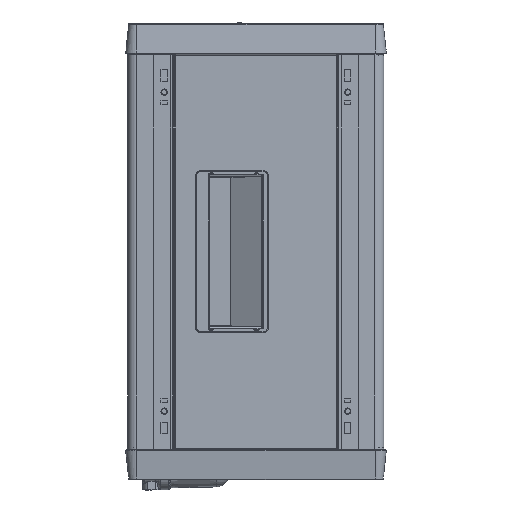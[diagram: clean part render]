
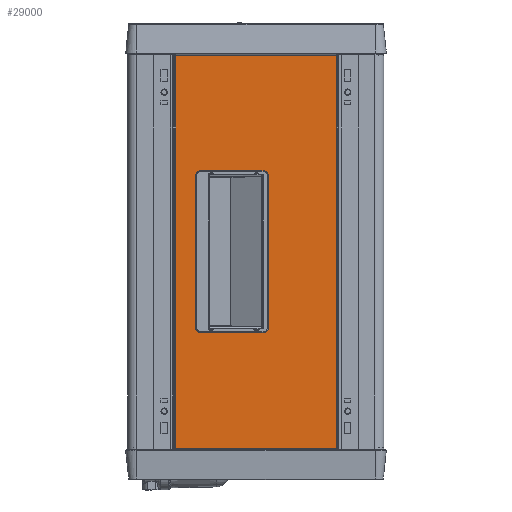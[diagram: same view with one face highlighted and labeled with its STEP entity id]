
A CAD part, left-side view. The second image highlights one B-rep face of the part: STEP entity #29000.
In plain terms, the highlighted face is planar.
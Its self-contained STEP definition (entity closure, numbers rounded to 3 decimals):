
#2202 = EDGE_CURVE ( 'NONE', #116271, #12049, #164478, .T. ) ;
#4734 = CARTESIAN_POINT ( 'NONE',  ( -153.951, 32.066, 1.5 ) ) ;
#8334 = AXIS2_PLACEMENT_3D ( 'NONE', #157899, #41029, #80529 ) ;
#9474 = DIRECTION ( 'NONE',  ( 0., 1., 0. ) ) ;
#9681 = ORIENTED_EDGE ( 'NONE', *, *, #98667, .T. ) ;
#11686 = ORIENTED_EDGE ( 'NONE', *, *, #144392, .F. ) ;
#12049 = VERTEX_POINT ( 'NONE', #56006 ) ;
#12438 = EDGE_LOOP ( 'NONE', ( #44362, #15935 ) ) ;
#12842 = AXIS2_PLACEMENT_3D ( 'NONE', #48291, #20868, #99401 ) ;
#13491 = CIRCLE ( 'NONE', #161816, 3.05 ) ;
#14606 = FACE_BOUND ( 'NONE', #116279, .T. ) ;
#15935 = ORIENTED_EDGE ( 'NONE', *, *, #75292, .T. ) ;
#16512 = DIRECTION ( 'NONE',  ( 0., 0., -1. ) ) ;
#16904 = CARTESIAN_POINT ( 'NONE',  ( -38.301, -228.434, 1.5 ) ) ;
#18915 = VERTEX_POINT ( 'NONE', #167810 ) ;
#19926 = AXIS2_PLACEMENT_3D ( 'NONE', #96873, #21228, #167250 ) ;
#20508 = LINE ( 'NONE', #73093, #53351 ) ;
#20868 = DIRECTION ( 'NONE',  ( 0., 0., -1. ) ) ;
#21199 = DIRECTION ( 'NONE',  ( 1., 0., 0. ) ) ;
#21228 = DIRECTION ( 'NONE',  ( 0., 0., -1. ) ) ;
#22932 = VECTOR ( 'NONE', #164666, 1000. ) ;
#23043 = DIRECTION ( 'NONE',  ( 0., 1., 0. ) ) ;
#24077 = CARTESIAN_POINT ( 'NONE',  ( -38.301, -228.434, 1.5 ) ) ;
#28412 = DIRECTION ( 'NONE',  ( 0., 0., -1. ) ) ;
#29000 = ADVANCED_FACE ( 'F', ( #49330, #86260, #14606, #67852, #125244, #100767 ), #138718, .T. ) ;
#29361 = EDGE_CURVE ( 'NONE', #37402, #60172, #38898, .T. ) ;
#30396 = DIRECTION ( 'NONE',  ( 0., 0., -1. ) ) ;
#33014 = CARTESIAN_POINT ( 'NONE',  ( 60.299, -359.834, 1.5 ) ) ;
#33592 = CIRCLE ( 'NONE', #160982, 3.05 ) ;
#35053 = CARTESIAN_POINT ( 'NONE',  ( -38.301, -57.434, 1.5 ) ) ;
#36622 = DIRECTION ( 'NONE',  ( 0., 0., 1. ) ) ;
#37402 = VERTEX_POINT ( 'NONE', #39935 ) ;
#37778 = CIRCLE ( 'NONE', #12842, 3.05 ) ;
#38898 = LINE ( 'NONE', #33014, #96291 ) ;
#39026 = VERTEX_POINT ( 'NONE', #160253 ) ;
#39935 = CARTESIAN_POINT ( 'NONE',  ( 60.299, 73.966, 1.5 ) ) ;
#41006 = CARTESIAN_POINT ( 'NONE',  ( -111.301, -57.434, 1.5 ) ) ;
#41029 = DIRECTION ( 'NONE',  ( 0., 0., -1. ) ) ;
#41817 = CARTESIAN_POINT ( 'NONE',  ( 50.199, -317.934, 1.5 ) ) ;
#42023 = AXIS2_PLACEMENT_3D ( 'NONE', #108753, #16512, #81782 ) ;
#44362 = ORIENTED_EDGE ( 'NONE', *, *, #49700, .T. ) ;
#47900 = LINE ( 'NONE', #35053, #148433 ) ;
#47917 = CARTESIAN_POINT ( 'NONE',  ( 53.249, -317.934, 1.5 ) ) ;
#48291 = CARTESIAN_POINT ( 'NONE',  ( 50.199, -317.934, 1.5 ) ) ;
#49330 = FACE_OUTER_BOUND ( 'NONE', #94003, .T. ) ;
#49700 = EDGE_CURVE ( 'NONE', #18915, #60191, #33592, .T. ) ;
#52113 = ORIENTED_EDGE ( 'NONE', *, *, #58695, .F. ) ;
#53251 = ORIENTED_EDGE ( 'NONE', *, *, #141252, .T. ) ;
#53351 = VECTOR ( 'NONE', #9474, 1000. ) ;
#56006 = CARTESIAN_POINT ( 'NONE',  ( 47.149, 32.066, 1.5 ) ) ;
#57710 = EDGE_CURVE ( 'NONE', #60172, #152018, #168378, .T. ) ;
#58695 = EDGE_CURVE ( 'NONE', #152018, #39026, #20508, .T. ) ;
#59932 = DIRECTION ( 'NONE',  ( 0., -1., 0. ) ) ;
#60172 = VERTEX_POINT ( 'NONE', #149088 ) ;
#60191 = VERTEX_POINT ( 'NONE', #71165 ) ;
#60759 = CIRCLE ( 'NONE', #42023, 3.05 ) ;
#61813 = VERTEX_POINT ( 'NONE', #121499 ) ;
#62383 = CARTESIAN_POINT ( 'NONE',  ( -171.856, -381.524, 1.5 ) ) ;
#62574 = CARTESIAN_POINT ( 'NONE',  ( 50.199, 32.066, 1.5 ) ) ;
#64265 = VERTEX_POINT ( 'NONE', #94476 ) ;
#64331 = LINE ( 'NONE', #16904, #166696 ) ;
#65796 = DIRECTION ( 'NONE',  ( 1., 0., 0. ) ) ;
#67852 = FACE_BOUND ( 'NONE', #133044, .T. ) ;
#67909 = CARTESIAN_POINT ( 'NONE',  ( -150.901, -317.934, 1.5 ) ) ;
#69887 = LINE ( 'NONE', #140056, #92466 ) ;
#71165 = CARTESIAN_POINT ( 'NONE',  ( -153.951, -317.934, 1.5 ) ) ;
#71886 = CARTESIAN_POINT ( 'NONE',  ( -160.801, -359.834, 1.5 ) ) ;
#73093 = CARTESIAN_POINT ( 'NONE',  ( -160.801, 73.966, 1.5 ) ) ;
#73673 = AXIS2_PLACEMENT_3D ( 'NONE', #67909, #28412, #82178 ) ;
#73731 = ORIENTED_EDGE ( 'NONE', *, *, #124041, .F. ) ;
#74897 = CARTESIAN_POINT ( 'NONE',  ( -160.801, -359.834, 1.5 ) ) ;
#75292 = EDGE_CURVE ( 'NONE', #60191, #18915, #162054, .T. ) ;
#75462 = ORIENTED_EDGE ( 'NONE', *, *, #29361, .F. ) ;
#75607 = EDGE_CURVE ( 'NONE', #64265, #103459, #69887, .T. ) ;
#76607 = EDGE_CURVE ( 'NONE', #159199, #82782, #60759, .T. ) ;
#80529 = DIRECTION ( 'NONE',  ( 1., 0., 0. ) ) ;
#81782 = DIRECTION ( 'NONE',  ( 1., 0., 0. ) ) ;
#82178 = DIRECTION ( 'NONE',  ( 1., 0., 0. ) ) ;
#82782 = VERTEX_POINT ( 'NONE', #169208 ) ;
#86113 = DIRECTION ( 'NONE',  ( 1., 0., 0. ) ) ;
#86260 = FACE_BOUND ( 'NONE', #95556, .T. ) ;
#86754 = ORIENTED_EDGE ( 'NONE', *, *, #57710, .F. ) ;
#92466 = VECTOR ( 'NONE', #152603, 1000. ) ;
#92586 = DIRECTION ( 'NONE',  ( -1., 0., 0. ) ) ;
#92757 = CARTESIAN_POINT ( 'NONE',  ( -111.301, -228.434, 1.5 ) ) ;
#94003 = EDGE_LOOP ( 'NONE', ( #86754, #75462, #11686, #52113 ) ) ;
#94476 = CARTESIAN_POINT ( 'NONE',  ( -111.301, -57.434, 1.5 ) ) ;
#94516 = DIRECTION ( 'NONE',  ( 0., 0., -1. ) ) ;
#95556 = EDGE_LOOP ( 'NONE', ( #118031, #53251 ) ) ;
#96291 = VECTOR ( 'NONE', #59932, 1000. ) ;
#96873 = CARTESIAN_POINT ( 'NONE',  ( 50.199, 32.066, 1.5 ) ) ;
#98072 = ORIENTED_EDGE ( 'NONE', *, *, #99020, .T. ) ;
#98107 = VECTOR ( 'NONE', #65796, 1000. ) ;
#98395 = VERTEX_POINT ( 'NONE', #47917 ) ;
#98667 = EDGE_CURVE ( 'NONE', #82782, #159199, #166951, .T. ) ;
#99020 = EDGE_CURVE ( 'NONE', #61813, #98395, #37778, .T. ) ;
#99401 = DIRECTION ( 'NONE',  ( 1., 0., 0. ) ) ;
#99767 = CARTESIAN_POINT ( 'NONE',  ( 53.249, 32.066, 1.5 ) ) ;
#100767 = FACE_BOUND ( 'NONE', #167738, .T. ) ;
#101686 = ORIENTED_EDGE ( 'NONE', *, *, #75607, .F. ) ;
#103459 = VERTEX_POINT ( 'NONE', #92757 ) ;
#107822 = CARTESIAN_POINT ( 'NONE',  ( -150.901, -317.934, 1.5 ) ) ;
#108753 = CARTESIAN_POINT ( 'NONE',  ( -150.901, 32.066, 1.5 ) ) ;
#113053 = VERTEX_POINT ( 'NONE', #113447 ) ;
#113447 = CARTESIAN_POINT ( 'NONE',  ( -38.301, -57.434, 1.5 ) ) ;
#116271 = VERTEX_POINT ( 'NONE', #99767 ) ;
#116279 = EDGE_LOOP ( 'NONE', ( #9681, #123718 ) ) ;
#118031 = ORIENTED_EDGE ( 'NONE', *, *, #2202, .T. ) ;
#119798 = DIRECTION ( 'NONE',  ( 1., 0., 0. ) ) ;
#120837 = EDGE_CURVE ( 'NONE', #98395, #61813, #13491, .T. ) ;
#121027 = ORIENTED_EDGE ( 'NONE', *, *, #125748, .F. ) ;
#121499 = CARTESIAN_POINT ( 'NONE',  ( 47.149, -317.934, 1.5 ) ) ;
#123718 = ORIENTED_EDGE ( 'NONE', *, *, #76607, .T. ) ;
#124041 = EDGE_CURVE ( 'NONE', #151310, #113053, #47900, .T. ) ;
#125244 = FACE_BOUND ( 'NONE', #12438, .T. ) ;
#125748 = EDGE_CURVE ( 'NONE', #113053, #64265, #134843, .T. ) ;
#132996 = LINE ( 'NONE', #144916, #98107 ) ;
#133044 = EDGE_LOOP ( 'NONE', ( #147984, #98072 ) ) ;
#133607 = DIRECTION ( 'NONE',  ( 1., 0., 0. ) ) ;
#134399 = DIRECTION ( 'NONE',  ( 1., 0., 0. ) ) ;
#134843 = LINE ( 'NONE', #41006, #147178 ) ;
#136987 = CIRCLE ( 'NONE', #19926, 3.05 ) ;
#137761 = AXIS2_PLACEMENT_3D ( 'NONE', #62383, #36622, #21199 ) ;
#138718 = PLANE ( 'NONE',  #137761 ) ;
#140008 = DIRECTION ( 'NONE',  ( 0., 0., -1. ) ) ;
#140056 = CARTESIAN_POINT ( 'NONE',  ( -111.301, -228.434, 1.5 ) ) ;
#141120 = ORIENTED_EDGE ( 'NONE', *, *, #161364, .F. ) ;
#141252 = EDGE_CURVE ( 'NONE', #12049, #116271, #136987, .T. ) ;
#144392 = EDGE_CURVE ( 'NONE', #39026, #37402, #132996, .T. ) ;
#144916 = CARTESIAN_POINT ( 'NONE',  ( 60.299, 73.966, 1.5 ) ) ;
#147178 = VECTOR ( 'NONE', #92586, 1000. ) ;
#147984 = ORIENTED_EDGE ( 'NONE', *, *, #120837, .T. ) ;
#148433 = VECTOR ( 'NONE', #23043, 1000. ) ;
#149088 = CARTESIAN_POINT ( 'NONE',  ( 60.299, -359.834, 1.5 ) ) ;
#151310 = VERTEX_POINT ( 'NONE', #24077 ) ;
#152018 = VERTEX_POINT ( 'NONE', #74897 ) ;
#152603 = DIRECTION ( 'NONE',  ( 0., -1., 0. ) ) ;
#157899 = CARTESIAN_POINT ( 'NONE',  ( -150.901, 32.066, 1.5 ) ) ;
#159199 = VERTEX_POINT ( 'NONE', #4734 ) ;
#160253 = CARTESIAN_POINT ( 'NONE',  ( -160.801, 73.966, 1.5 ) ) ;
#160982 = AXIS2_PLACEMENT_3D ( 'NONE', #107822, #30396, #133607 ) ;
#161355 = AXIS2_PLACEMENT_3D ( 'NONE', #62574, #140008, #86113 ) ;
#161364 = EDGE_CURVE ( 'NONE', #103459, #151310, #64331, .T. ) ;
#161816 = AXIS2_PLACEMENT_3D ( 'NONE', #41817, #94516, #119798 ) ;
#162054 = CIRCLE ( 'NONE', #73673, 3.05 ) ;
#164478 = CIRCLE ( 'NONE', #161355, 3.05 ) ;
#164666 = DIRECTION ( 'NONE',  ( -1., 0., 0. ) ) ;
#166696 = VECTOR ( 'NONE', #134399, 1000. ) ;
#166951 = CIRCLE ( 'NONE', #8334, 3.05 ) ;
#167250 = DIRECTION ( 'NONE',  ( 1., 0., 0. ) ) ;
#167738 = EDGE_LOOP ( 'NONE', ( #73731, #141120, #101686, #121027 ) ) ;
#167810 = CARTESIAN_POINT ( 'NONE',  ( -147.851, -317.934, 1.5 ) ) ;
#168378 = LINE ( 'NONE', #71886, #22932 ) ;
#169208 = CARTESIAN_POINT ( 'NONE',  ( -147.851, 32.066, 1.5 ) ) ;
